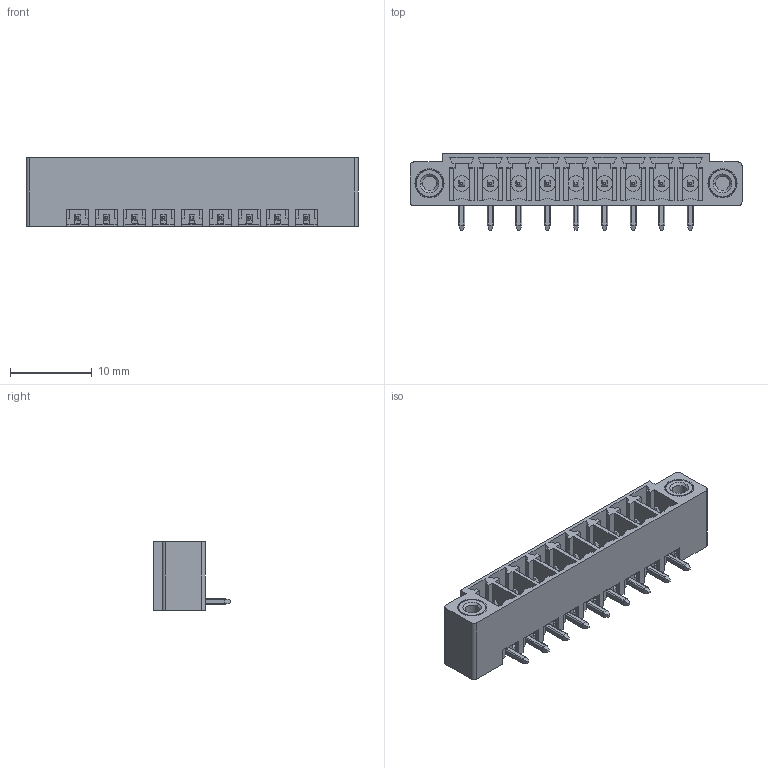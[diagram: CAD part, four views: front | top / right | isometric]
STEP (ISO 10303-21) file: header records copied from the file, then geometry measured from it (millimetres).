
FILE_DESCRIPTION( ('This file contains a STEP AP42 implementation' ,'as created by ZW3D STEP Interface translator.') ,'2;1' );
FILE_NAME( 'PM381-1R09ASM2.stp' ,'231125.155935', (''), ('ZWCAD Software Co.'), 'Version 1.0', 'ZW3D to STEP translator', '' );
FILE_SCHEMA(('AUTOMOTIVE_DESIGN { 1 0 10303 214 1 1 1 1 }'));
Length unit declared in the file: millimetre
Products named in the file (2): 0; PM381-1R09ASM2
Bounding box: 40.5 x 9.33 x 8.41 mm (x, y, z)
Volume: 1139.6 mm3; surface area: 3500.4 mm2
Topology: 12 solids, 14 shells, 1847 faces, 4921 edges, 3098 vertices
Faces by surface type: plane 1151, cylinder 409, torus 252, bspline 23, cone 12
Full cylindrical faces by diameter (mm): 0.514 x1, 0.915 x1, 1.098 x1
Entity records: 61042 total; most frequent: CARTESIAN_POINT 13990, ORIENTED_EDGE 9834, DIRECTION 8887, EDGE_CURVE 4921, VECTOR 3361, LINE 3361, VERTEX_POINT 3098, AXIS2_PLACEMENT_3D 2763
